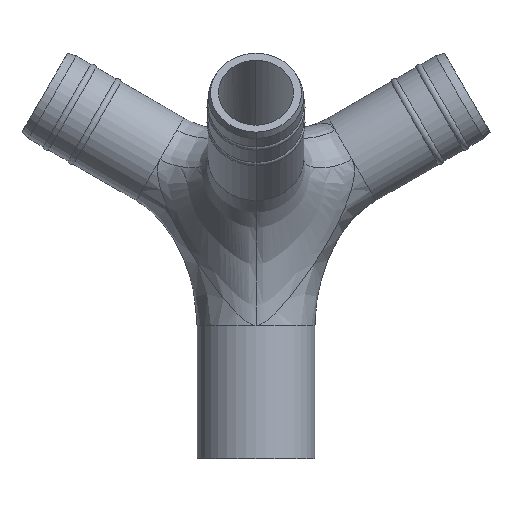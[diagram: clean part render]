
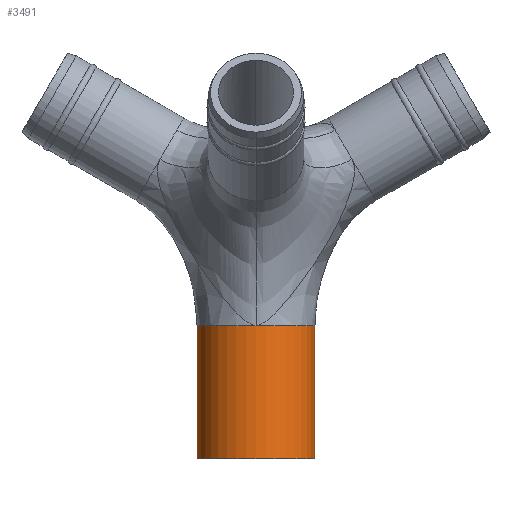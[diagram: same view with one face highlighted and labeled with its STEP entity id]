
A CAD part, front view. The second image highlights one B-rep face of the part: STEP entity #3491.
In plain terms, the highlighted cylindrical face has radius 13.3 mm (diameter 26.6 mm), a partial arc.
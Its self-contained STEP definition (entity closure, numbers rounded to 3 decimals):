
#6=CARTESIAN_POINT('',(0.,0.,-55.));
#7=DIRECTION('',(0.,0.,1.));
#8=DIRECTION('',(-1.,0.,0.));
#9=AXIS2_PLACEMENT_3D('',#6,#7,#8);
#31=DIRECTION('',(0.,0.,1.));
#32=VECTOR('',#31,30.);
#33=CARTESIAN_POINT('',(13.3,0.,-55.));
#34=LINE('',#33,#32);
#363=CARTESIAN_POINT('',(0.,0.,-25.));
#364=DIRECTION('',(0.,0.,1.));
#365=DIRECTION('',(0.,-1.,0.));
#366=AXIS2_PLACEMENT_3D('',#363,#364,#365);
#368=DIRECTION('',(0.,0.,1.));
#369=VECTOR('',#368,30.);
#370=CARTESIAN_POINT('',(-13.3,0.,-55.));
#371=LINE('',#370,#369);
#372=CARTESIAN_POINT('',(0.,0.,-25.));
#373=DIRECTION('',(0.,0.,1.));
#374=DIRECTION('',(-1.,0.,0.));
#375=AXIS2_PLACEMENT_3D('',#372,#373,#374);
#2728=CARTESIAN_POINT('',(13.3,0.,-55.));
#2729=CARTESIAN_POINT('',(-13.3,0.,-55.));
#2730=VERTEX_POINT('',#2728);
#2731=VERTEX_POINT('',#2729);
#2740=CARTESIAN_POINT('',(0.,-13.3,-25.));
#2741=CARTESIAN_POINT('',(13.3,0.,-25.));
#2742=VERTEX_POINT('',#2740);
#2743=VERTEX_POINT('',#2741);
#2744=CARTESIAN_POINT('',(-13.3,0.,-25.));
#2745=VERTEX_POINT('',#2744);
#3478=CARTESIAN_POINT('',(0.,0.,-55.));
#3479=DIRECTION('',(0.,0.,1.));
#3480=DIRECTION('',(1.,0.,0.));
#3481=AXIS2_PLACEMENT_3D('',#3478,#3479,#3480);
#3482=CYLINDRICAL_SURFACE('',#3481,13.3);
#3483=ORIENTED_EDGE('',*,*,#3466,.T.);
#3484=ORIENTED_EDGE('',*,*,#3217,.F.);
#3485=ORIENTED_EDGE('',*,*,#3194,.F.);
#3486=ORIENTED_EDGE('',*,*,#3214,.T.);
#3488=ORIENTED_EDGE('',*,*,#3487,.T.);
#3489=EDGE_LOOP('',(#3483,#3484,#3485,#3486,#3488));
#3490=FACE_OUTER_BOUND('',#3489,.F.);
#3491=ADVANCED_FACE('',(#3490),#3482,.T.);
#10=CIRCLE('',#9,13.3);
#367=CIRCLE('',#366,13.3);
#376=CIRCLE('',#375,13.3);
#3194=EDGE_CURVE('',#2731,#2730,#10,.T.);
#3214=EDGE_CURVE('',#2731,#2745,#371,.T.);
#3217=EDGE_CURVE('',#2730,#2743,#34,.T.);
#3466=EDGE_CURVE('',#2742,#2743,#367,.T.);
#3487=EDGE_CURVE('',#2745,#2742,#376,.T.);
